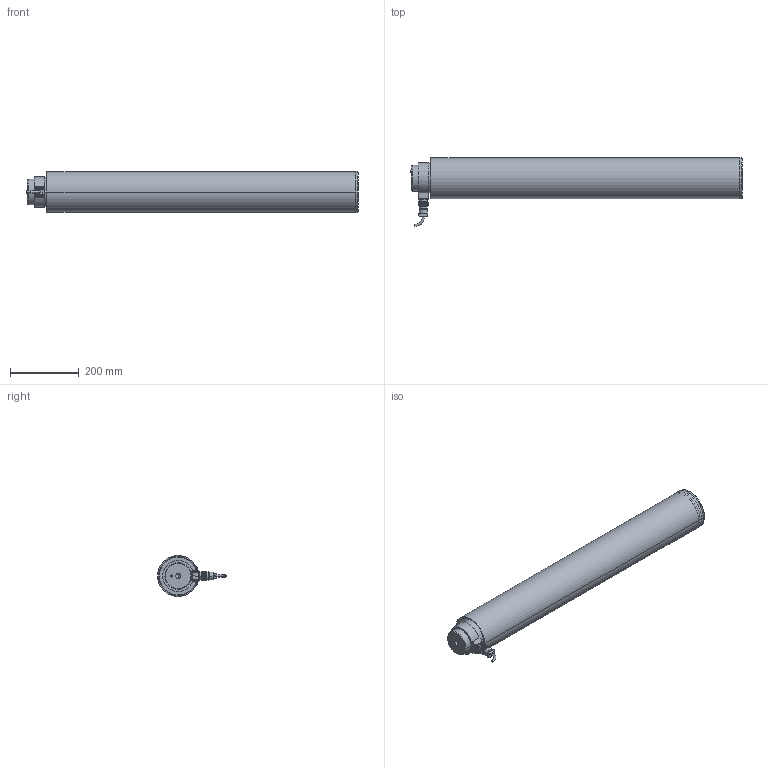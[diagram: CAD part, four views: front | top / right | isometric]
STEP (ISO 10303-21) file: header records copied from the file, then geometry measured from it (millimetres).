
FILE_DESCRIPTION((''),'2;1');
FILE_NAME('49398.stp','2007-09-21T10:23:40',(''),(''),'Mechanical Desktop 2007','Mechanical Desktop 2007',', , ');
FILE_SCHEMA(('CONFIG_CONTROL_DESIGN'));
Length unit declared in the file: millimetre
Products named in the file (22): R49398; R47848; ~TEIL1; R4768604; TEIL1AA; R47866; ~~TEIL1; RILLENKUGELLAGER_6310; R49399; TEIL1; R47849; TEIL1AAA; L49026; TEIL1A; FLANSCHDOSE_14S-2P_4-POLIG; FLANSCHDOSE_14S-2P_4-POLIGA; LAMELLENSTOPFEN_D120; LAMELLENSTOPFEN_D120A; NUTMUTTER_M50X1_5A; NUTMUTTER_M50X1_5; SPANNSTIFT_6X12A; SPANNSTIFT_6X12
Assembly tree (22 placements, depth 3):
  R49398
    R47848
      ~TEIL1
    R4768604
      TEIL1AA
    R47866
      ~~TEIL1
    RILLENKUGELLAGER_6310  x2
    R49399
      TEIL1
    R47849
      TEIL1AAA
    L49026
      TEIL1A
    FLANSCHDOSE_14S-2P_4-POLIG
      FLANSCHDOSE_14S-2P_4-POLIGA
    LAMELLENSTOPFEN_D120
      LAMELLENSTOPFEN_D120A
    NUTMUTTER_M50X1_5A
      NUTMUTTER_M50X1_5
    SPANNSTIFT_6X12A
      SPANNSTIFT_6X12
Bounding box: 967 x 200.65 x 120 mm (x, y, z)
Volume: 3566534.6 mm3; surface area: 971349.7 mm2
Topology: 12 solids, 12 shells, 283 faces, 639 edges, 409 vertices
Faces by surface type: cylinder 140, plane 97, cone 38, bspline 4, torus 4
Entity records: 8609 total; most frequent: CARTESIAN_POINT 1712, DIRECTION 1518, ORIENTED_EDGE 1238, AXIS2_PLACEMENT_3D 619, EDGE_CURVE 619, VERTEX_POINT 401, EDGE_LOOP 350, CIRCLE 323
